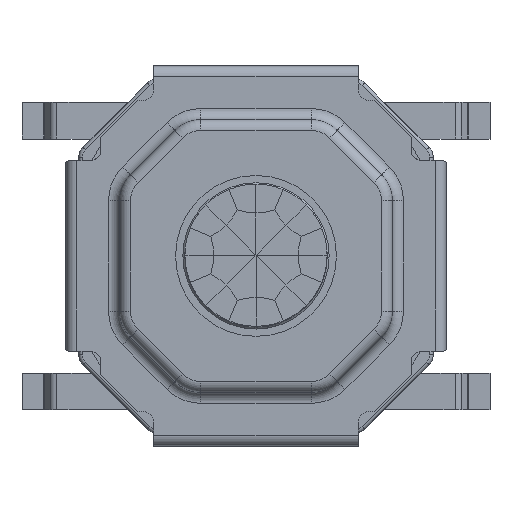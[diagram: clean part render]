
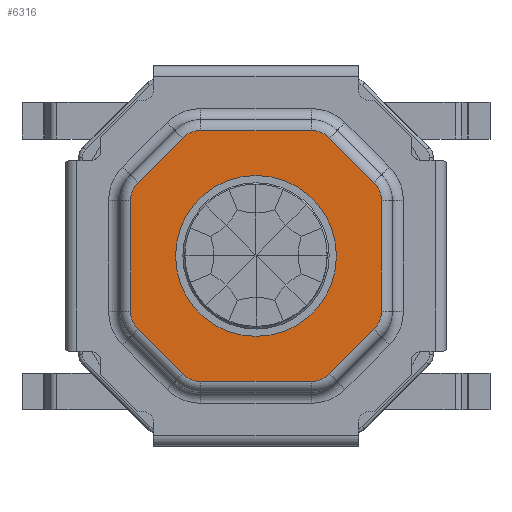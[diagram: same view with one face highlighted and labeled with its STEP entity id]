
A CAD part, top view. The second image highlights one B-rep face of the part: STEP entity #6316.
In plain terms, the highlighted planar face has unit normal (0, 0, 1).
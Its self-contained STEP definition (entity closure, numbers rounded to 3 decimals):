
#82=FACE_BOUND('',#933,.T.);
#224=PLANE('',#6794);
#554=FACE_OUTER_BOUND('',#932,.T.);
#932=EDGE_LOOP('',(#4409,#4410,#4411,#4412,#4413,#4414,#4415,#4416,#4417,
#4418,#4419,#4420,#4421,#4422,#4423,#4424));
#933=EDGE_LOOP('',(#4425,#4426));
#1401=LINE('',#9675,#1940);
#1402=LINE('',#9679,#1941);
#1403=LINE('',#9683,#1942);
#1404=LINE('',#9687,#1943);
#1405=LINE('',#9691,#1944);
#1406=LINE('',#9695,#1945);
#1407=LINE('',#9699,#1946);
#1408=LINE('',#9702,#1947);
#1940=VECTOR('',#7689,1000.);
#1941=VECTOR('',#7692,1000.);
#1942=VECTOR('',#7695,1000.);
#1943=VECTOR('',#7698,1000.);
#1944=VECTOR('',#7701,1000.);
#1945=VECTOR('',#7704,1000.);
#1946=VECTOR('',#7707,1000.);
#1947=VECTOR('',#7710,1000.);
#2364=CIRCLE('',#6683,1.1);
#2365=CIRCLE('',#6684,1.1);
#2431=CIRCLE('',#6795,0.35);
#2432=CIRCLE('',#6796,0.35);
#2433=CIRCLE('',#6797,0.35);
#2434=CIRCLE('',#6798,0.35);
#2435=CIRCLE('',#6799,0.35);
#2436=CIRCLE('',#6800,0.35);
#2437=CIRCLE('',#6801,0.35);
#2438=CIRCLE('',#6802,0.35);
#2654=VERTEX_POINT('',#9137);
#2655=VERTEX_POINT('',#9139);
#2823=VERTEX_POINT('',#9671);
#2824=VERTEX_POINT('',#9672);
#2825=VERTEX_POINT('',#9674);
#2826=VERTEX_POINT('',#9676);
#2827=VERTEX_POINT('',#9678);
#2828=VERTEX_POINT('',#9680);
#2829=VERTEX_POINT('',#9682);
#2830=VERTEX_POINT('',#9684);
#2831=VERTEX_POINT('',#9686);
#2832=VERTEX_POINT('',#9688);
#2833=VERTEX_POINT('',#9690);
#2834=VERTEX_POINT('',#9692);
#2835=VERTEX_POINT('',#9694);
#2836=VERTEX_POINT('',#9696);
#2837=VERTEX_POINT('',#9698);
#2838=VERTEX_POINT('',#9700);
#3205=EDGE_CURVE('',#2654,#2655,#2364,.T.);
#3206=EDGE_CURVE('',#2655,#2654,#2365,.T.);
#3407=EDGE_CURVE('',#2823,#2824,#2431,.T.);
#3408=EDGE_CURVE('',#2823,#2825,#1401,.T.);
#3409=EDGE_CURVE('',#2825,#2826,#2432,.T.);
#3410=EDGE_CURVE('',#2826,#2827,#1402,.T.);
#3411=EDGE_CURVE('',#2827,#2828,#2433,.T.);
#3412=EDGE_CURVE('',#2828,#2829,#1403,.T.);
#3413=EDGE_CURVE('',#2830,#2829,#2434,.T.);
#3414=EDGE_CURVE('',#2831,#2830,#1404,.T.);
#3415=EDGE_CURVE('',#2832,#2831,#2435,.T.);
#3416=EDGE_CURVE('',#2833,#2832,#1405,.T.);
#3417=EDGE_CURVE('',#2833,#2834,#2436,.T.);
#3418=EDGE_CURVE('',#2834,#2835,#1406,.T.);
#3419=EDGE_CURVE('',#2835,#2836,#2437,.T.);
#3420=EDGE_CURVE('',#2837,#2836,#1407,.T.);
#3421=EDGE_CURVE('',#2838,#2837,#2438,.T.);
#3422=EDGE_CURVE('',#2824,#2838,#1408,.T.);
#4409=ORIENTED_EDGE('',*,*,#3407,.F.);
#4410=ORIENTED_EDGE('',*,*,#3408,.T.);
#4411=ORIENTED_EDGE('',*,*,#3409,.T.);
#4412=ORIENTED_EDGE('',*,*,#3410,.T.);
#4413=ORIENTED_EDGE('',*,*,#3411,.T.);
#4414=ORIENTED_EDGE('',*,*,#3412,.T.);
#4415=ORIENTED_EDGE('',*,*,#3413,.F.);
#4416=ORIENTED_EDGE('',*,*,#3414,.F.);
#4417=ORIENTED_EDGE('',*,*,#3415,.F.);
#4418=ORIENTED_EDGE('',*,*,#3416,.F.);
#4419=ORIENTED_EDGE('',*,*,#3417,.T.);
#4420=ORIENTED_EDGE('',*,*,#3418,.T.);
#4421=ORIENTED_EDGE('',*,*,#3419,.T.);
#4422=ORIENTED_EDGE('',*,*,#3420,.F.);
#4423=ORIENTED_EDGE('',*,*,#3421,.F.);
#4424=ORIENTED_EDGE('',*,*,#3422,.F.);
#4425=ORIENTED_EDGE('',*,*,#3206,.F.);
#4426=ORIENTED_EDGE('',*,*,#3205,.F.);
#6316=ADVANCED_FACE('',(#554,#82),#224,.T.);
#6683=AXIS2_PLACEMENT_3D('',#9140,#7343,#7344);
#6684=AXIS2_PLACEMENT_3D('',#9141,#7345,#7346);
#6794=AXIS2_PLACEMENT_3D('',#9670,#7685,#7686);
#6795=AXIS2_PLACEMENT_3D('',#9673,#7687,#7688);
#6796=AXIS2_PLACEMENT_3D('',#9677,#7690,#7691);
#6797=AXIS2_PLACEMENT_3D('',#9681,#7693,#7694);
#6798=AXIS2_PLACEMENT_3D('',#9685,#7696,#7697);
#6799=AXIS2_PLACEMENT_3D('',#9689,#7699,#7700);
#6800=AXIS2_PLACEMENT_3D('',#9693,#7702,#7703);
#6801=AXIS2_PLACEMENT_3D('',#9697,#7705,#7706);
#6802=AXIS2_PLACEMENT_3D('',#9701,#7708,#7709);
#7343=DIRECTION('center_axis',(0.,0.,1.));
#7344=DIRECTION('ref_axis',(0.,-1.,0.));
#7345=DIRECTION('center_axis',(0.,0.,1.));
#7346=DIRECTION('ref_axis',(0.,-1.,0.));
#7685=DIRECTION('center_axis',(0.,0.,1.));
#7686=DIRECTION('ref_axis',(0.,-1.,0.));
#7687=DIRECTION('center_axis',(0.,0.,-1.));
#7688=DIRECTION('ref_axis',(0.,1.,0.));
#7689=DIRECTION('',(0.,1.,0.));
#7690=DIRECTION('center_axis',(0.,0.,1.));
#7691=DIRECTION('ref_axis',(0.,-1.,0.));
#7692=DIRECTION('',(-0.707,0.707,0.));
#7693=DIRECTION('center_axis',(0.,0.,1.));
#7694=DIRECTION('ref_axis',(0.,-1.,0.));
#7695=DIRECTION('',(-1.,0.,0.));
#7696=DIRECTION('center_axis',(0.,0.,-1.));
#7697=DIRECTION('ref_axis',(0.,-1.,0.));
#7698=DIRECTION('',(0.707,0.707,0.));
#7699=DIRECTION('center_axis',(0.,0.,-1.));
#7700=DIRECTION('ref_axis',(0.,-1.,0.));
#7701=DIRECTION('',(0.,1.,0.));
#7702=DIRECTION('center_axis',(0.,0.,1.));
#7703=DIRECTION('ref_axis',(0.,1.,0.));
#7704=DIRECTION('',(0.707,-0.707,0.));
#7705=DIRECTION('center_axis',(0.,0.,1.));
#7706=DIRECTION('ref_axis',(0.,1.,0.));
#7707=DIRECTION('',(-1.,0.,0.));
#7708=DIRECTION('center_axis',(0.,0.,-1.));
#7709=DIRECTION('ref_axis',(0.,1.,0.));
#7710=DIRECTION('',(-0.707,-0.707,0.));
#9137=CARTESIAN_POINT('',(0.,1.1,1.2));
#9139=CARTESIAN_POINT('',(0.,-1.1,1.2));
#9140=CARTESIAN_POINT('Origin',(0.,0.,1.2));
#9141=CARTESIAN_POINT('Origin',(0.,0.,1.2));
#9670=CARTESIAN_POINT('Origin',(1.365,0.756,1.2));
#9671=CARTESIAN_POINT('',(1.715,-0.756,1.2));
#9672=CARTESIAN_POINT('',(1.612,-1.004,1.2));
#9673=CARTESIAN_POINT('Origin',(1.365,-0.756,1.2));
#9674=CARTESIAN_POINT('',(1.715,0.756,1.2));
#9675=CARTESIAN_POINT('',(1.715,0.756,1.2));
#9676=CARTESIAN_POINT('',(1.612,1.004,1.2));
#9677=CARTESIAN_POINT('Origin',(1.365,0.756,1.2));
#9678=CARTESIAN_POINT('',(1.004,1.612,1.2));
#9679=CARTESIAN_POINT('',(1.004,1.612,1.2));
#9680=CARTESIAN_POINT('',(0.756,1.715,1.2));
#9681=CARTESIAN_POINT('Origin',(0.756,1.365,1.2));
#9682=CARTESIAN_POINT('',(-0.756,1.715,1.2));
#9683=CARTESIAN_POINT('',(0.,1.715,1.2));
#9684=CARTESIAN_POINT('',(-1.004,1.612,1.2));
#9685=CARTESIAN_POINT('Origin',(-0.756,1.365,1.2));
#9686=CARTESIAN_POINT('',(-1.612,1.004,1.2));
#9687=CARTESIAN_POINT('',(-1.004,1.612,1.2));
#9688=CARTESIAN_POINT('',(-1.715,0.756,1.2));
#9689=CARTESIAN_POINT('Origin',(-1.365,0.756,1.2));
#9690=CARTESIAN_POINT('',(-1.715,-0.756,1.2));
#9691=CARTESIAN_POINT('',(-1.715,0.756,1.2));
#9692=CARTESIAN_POINT('',(-1.612,-1.004,1.2));
#9693=CARTESIAN_POINT('Origin',(-1.365,-0.756,1.2));
#9694=CARTESIAN_POINT('',(-1.004,-1.612,1.2));
#9695=CARTESIAN_POINT('',(-1.004,-1.612,1.2));
#9696=CARTESIAN_POINT('',(-0.756,-1.715,1.2));
#9697=CARTESIAN_POINT('Origin',(-0.756,-1.365,1.2));
#9698=CARTESIAN_POINT('',(0.756,-1.715,1.2));
#9699=CARTESIAN_POINT('',(0.,-1.715,1.2));
#9700=CARTESIAN_POINT('',(1.004,-1.612,1.2));
#9701=CARTESIAN_POINT('Origin',(0.756,-1.365,1.2));
#9702=CARTESIAN_POINT('',(1.004,-1.612,1.2));
